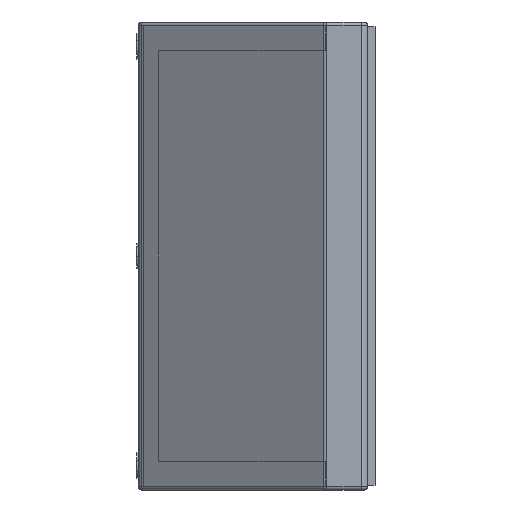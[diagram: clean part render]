
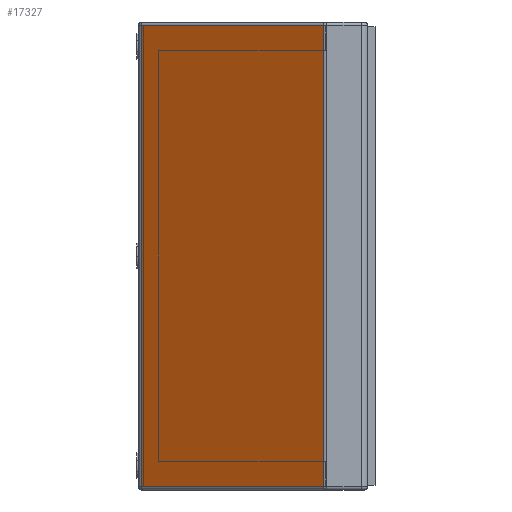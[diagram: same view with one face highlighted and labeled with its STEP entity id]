
A CAD part, left-side view. The second image highlights one B-rep face of the part: STEP entity #17327.
In plain terms, the highlighted planar face has unit normal (-0.839, 0.545, 0).
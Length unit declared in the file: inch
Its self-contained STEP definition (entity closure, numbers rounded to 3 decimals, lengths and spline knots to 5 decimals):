
#1125 = VERTEX_POINT ( 'NONE', #26999 ) ;
#2444 = VECTOR ( 'NONE', #40359, 39.37008 ) ;
#3585 = ORIENTED_EDGE ( 'NONE', *, *, #43444, .F. ) ;
#4923 = PLANE ( 'NONE',  #14115 ) ;
#6639 = LINE ( 'NONE', #40111, #2444 ) ;
#8005 = VERTEX_POINT ( 'NONE', #35321 ) ;
#8008 = DIRECTION ( 'NONE',  ( -0.839, 0.545, 0. ) ) ;
#8731 = EDGE_CURVE ( 'NONE', #1125, #8005, #6639, .T. ) ;
#9679 = VECTOR ( 'NONE', #23773, 39.37008 ) ;
#12197 = LINE ( 'NONE', #44014, #19176 ) ;
#14115 = AXIS2_PLACEMENT_3D ( 'NONE', #40078, #8008, #26943 ) ;
#14542 = ORIENTED_EDGE ( 'NONE', *, *, #8731, .T. ) ;
#16196 = EDGE_CURVE ( 'NONE', #28193, #44667, #46219, .T. ) ;
#17327 = ADVANCED_FACE ( 'NONE', ( #22530 ), #4923, .T. ) ;
#19176 = VECTOR ( 'NONE', #36543, 39.37008 ) ;
#21654 = DIRECTION ( 'NONE',  ( 0.545, 0.839, 0. ) ) ;
#22530 = FACE_OUTER_BOUND ( 'NONE', #42855, .T. ) ;
#23773 = DIRECTION ( 'NONE',  ( 0., 0., -1. ) ) ;
#25966 = ORIENTED_EDGE ( 'NONE', *, *, #33065, .T. ) ;
#26805 = ORIENTED_EDGE ( 'NONE', *, *, #16196, .T. ) ;
#26943 = DIRECTION ( 'NONE',  ( -0.545, -0.839, 0. ) ) ;
#26999 = CARTESIAN_POINT ( 'NONE',  ( -7.96218, -0.04482, -3.64173 ) ) ;
#27265 = LINE ( 'NONE', #41312, #9679 ) ;
#27391 = VECTOR ( 'NONE', #21654, 39.37008 ) ;
#28193 = VERTEX_POINT ( 'NONE', #45172 ) ;
#32432 = CARTESIAN_POINT ( 'NONE',  ( -7.96218, -0.04482, 3.64173 ) ) ;
#33065 = EDGE_CURVE ( 'NONE', #44667, #1125, #12197, .T. ) ;
#35321 = CARTESIAN_POINT ( 'NONE',  ( -9.82664, -2.91584, -3.64173 ) ) ;
#36253 = CARTESIAN_POINT ( 'NONE',  ( -7.96218, -0.04482, 3.64173 ) ) ;
#36543 = DIRECTION ( 'NONE',  ( 0., 0., -1. ) ) ;
#40078 = CARTESIAN_POINT ( 'NONE',  ( -9.82664, -2.91584, 3.69094 ) ) ;
#40111 = CARTESIAN_POINT ( 'NONE',  ( -9.82664, -2.91584, -3.64173 ) ) ;
#40359 = DIRECTION ( 'NONE',  ( -0.545, -0.839, 0. ) ) ;
#41312 = CARTESIAN_POINT ( 'NONE',  ( -9.82664, -2.91584, 3.69094 ) ) ;
#42855 = EDGE_LOOP ( 'NONE', ( #25966, #14542, #3585, #26805 ) ) ;
#43444 = EDGE_CURVE ( 'NONE', #28193, #8005, #27265, .T. ) ;
#44014 = CARTESIAN_POINT ( 'NONE',  ( -7.96218, -0.04482, 3.69094 ) ) ;
#44667 = VERTEX_POINT ( 'NONE', #36253 ) ;
#45172 = CARTESIAN_POINT ( 'NONE',  ( -9.82664, -2.91584, 3.64173 ) ) ;
#46219 = LINE ( 'NONE', #32432, #27391 ) ;
